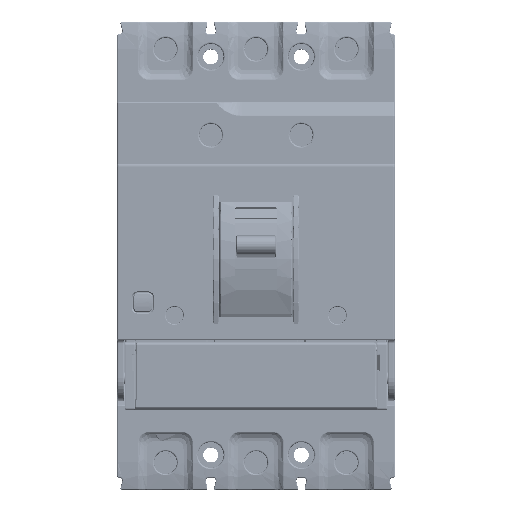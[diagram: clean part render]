
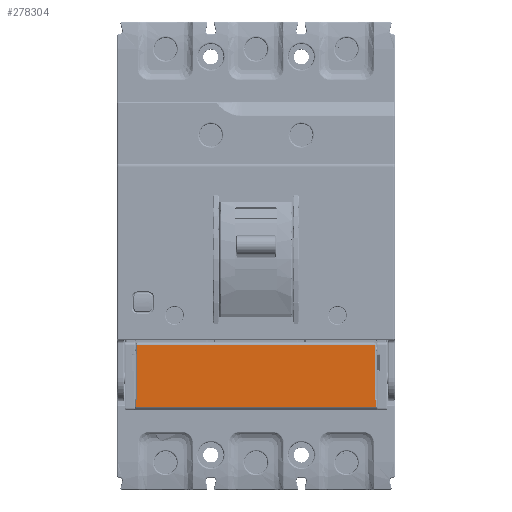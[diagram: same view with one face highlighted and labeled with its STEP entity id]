
A CAD part, top view. The second image highlights one B-rep face of the part: STEP entity #278304.
In plain terms, the highlighted planar face has unit normal (0, 0, 1).
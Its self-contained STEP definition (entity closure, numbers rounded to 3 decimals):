
#1565 = VECTOR ( 'NONE', #19668, 1000. ) ;
#2486 = LINE ( 'NONE', #103997, #290816 ) ;
#10154 = LINE ( 'NONE', #30187, #255579 ) ;
#19668 = DIRECTION ( 'NONE',  ( -1., 0., 0. ) ) ;
#23093 = EDGE_CURVE ( 'NONE', #172411, #189353, #325637, .T. ) ;
#30187 = CARTESIAN_POINT ( 'NONE',  ( 46., 29.7, 78. ) ) ;
#33839 = ORIENTED_EDGE ( 'NONE', *, *, #235730, .F. ) ;
#35269 = DIRECTION ( 'NONE',  ( 0., 1., 0. ) ) ;
#40365 = ORIENTED_EDGE ( 'NONE', *, *, #109882, .F. ) ;
#45716 = ORIENTED_EDGE ( 'NONE', *, *, #180969, .T. ) ;
#59608 = CARTESIAN_POINT ( 'NONE',  ( 46., 38., 78. ) ) ;
#62262 = VECTOR ( 'NONE', #177368, 1000. ) ;
#62902 = DIRECTION ( 'NONE',  ( 0., 0., 1. ) ) ;
#66315 = VECTOR ( 'NONE', #187257, 1000. ) ;
#71264 = LINE ( 'NONE', #183821, #1565 ) ;
#75543 = CARTESIAN_POINT ( 'NONE',  ( 85.45, 29.7, 78. ) ) ;
#87024 = DIRECTION ( 'NONE',  ( 0., -1., 0. ) ) ;
#93560 = VERTEX_POINT ( 'NONE', #171845 ) ;
#95189 = EDGE_CURVE ( 'NONE', #235833, #218337, #71264, .T. ) ;
#96423 = CARTESIAN_POINT ( 'NONE',  ( 85.75, 27.5, 78. ) ) ;
#98880 = LINE ( 'NONE', #253621, #123636 ) ;
#103997 = CARTESIAN_POINT ( 'NONE',  ( 85.75, 38., 78. ) ) ;
#104308 = VERTEX_POINT ( 'NONE', #278533 ) ;
#108735 = VECTOR ( 'NONE', #35269, 1000. ) ;
#109882 = EDGE_CURVE ( 'NONE', #235833, #173769, #236851, .T. ) ;
#112824 = FACE_OUTER_BOUND ( 'NONE', #208999, .T. ) ;
#123636 = VECTOR ( 'NONE', #148768, 1000. ) ;
#136941 = CARTESIAN_POINT ( 'NONE',  ( 85.45, 38., 78. ) ) ;
#143040 = CARTESIAN_POINT ( 'NONE',  ( 85.45, 47.845, 78. ) ) ;
#148768 = DIRECTION ( 'NONE',  ( 1., 0., 0. ) ) ;
#150764 = CARTESIAN_POINT ( 'NONE',  ( 6.55, 47.845, 78. ) ) ;
#158233 = EDGE_CURVE ( 'NONE', #314125, #218337, #263272, .T. ) ;
#162295 = CARTESIAN_POINT ( 'NONE',  ( 6.25, 38., 78. ) ) ;
#171845 = CARTESIAN_POINT ( 'NONE',  ( 85.75, 29.7, 78. ) ) ;
#172411 = VERTEX_POINT ( 'NONE', #266672 ) ;
#173769 = VERTEX_POINT ( 'NONE', #75543 ) ;
#176804 = ORIENTED_EDGE ( 'NONE', *, *, #23093, .T. ) ;
#177368 = DIRECTION ( 'NONE',  ( 1., 0., 0. ) ) ;
#180969 = EDGE_CURVE ( 'NONE', #189353, #93560, #2486, .T. ) ;
#183821 = CARTESIAN_POINT ( 'NONE',  ( 46., 47.845, 78. ) ) ;
#187257 = DIRECTION ( 'NONE',  ( 0., -1., 0. ) ) ;
#189353 = VERTEX_POINT ( 'NONE', #96423 ) ;
#197011 = AXIS2_PLACEMENT_3D ( 'NONE', #59608, #62902, #285958 ) ;
#203942 = ORIENTED_EDGE ( 'NONE', *, *, #158233, .F. ) ;
#205508 = DIRECTION ( 'NONE',  ( 0., 1., 0. ) ) ;
#208999 = EDGE_LOOP ( 'NONE', ( #33839, #266882, #176804, #45716, #256835, #40365, #325556, #203942 ) ) ;
#213172 = DIRECTION ( 'NONE',  ( -1., 0., 0. ) ) ;
#218337 = VERTEX_POINT ( 'NONE', #150764 ) ;
#235730 = EDGE_CURVE ( 'NONE', #104308, #314125, #98880, .T. ) ;
#235833 = VERTEX_POINT ( 'NONE', #143040 ) ;
#236851 = LINE ( 'NONE', #136941, #320967 ) ;
#242058 = EDGE_CURVE ( 'NONE', #104308, #172411, #313808, .T. ) ;
#243200 = CARTESIAN_POINT ( 'NONE',  ( 6.55, 38., 78. ) ) ;
#253621 = CARTESIAN_POINT ( 'NONE',  ( 46., 29.7, 78. ) ) ;
#255579 = VECTOR ( 'NONE', #213172, 1000. ) ;
#256147 = CARTESIAN_POINT ( 'NONE',  ( 6.55, 29.7, 78. ) ) ;
#256835 = ORIENTED_EDGE ( 'NONE', *, *, #284677, .T. ) ;
#263272 = LINE ( 'NONE', #243200, #108735 ) ;
#264317 = PLANE ( 'NONE',  #197011 ) ;
#266672 = CARTESIAN_POINT ( 'NONE',  ( 6.25, 27.5, 78. ) ) ;
#266882 = ORIENTED_EDGE ( 'NONE', *, *, #242058, .T. ) ;
#278304 = ADVANCED_FACE ( 'NONE', ( #112824 ), #264317, .T. ) ;
#278533 = CARTESIAN_POINT ( 'NONE',  ( 6.25, 29.7, 78. ) ) ;
#284677 = EDGE_CURVE ( 'NONE', #93560, #173769, #10154, .T. ) ;
#285958 = DIRECTION ( 'NONE',  ( 1., 0., 0. ) ) ;
#290816 = VECTOR ( 'NONE', #205508, 1000. ) ;
#303899 = CARTESIAN_POINT ( 'NONE',  ( 46., 27.5, 78. ) ) ;
#313808 = LINE ( 'NONE', #162295, #66315 ) ;
#314125 = VERTEX_POINT ( 'NONE', #256147 ) ;
#320967 = VECTOR ( 'NONE', #87024, 1000. ) ;
#325556 = ORIENTED_EDGE ( 'NONE', *, *, #95189, .T. ) ;
#325637 = LINE ( 'NONE', #303899, #62262 ) ;
